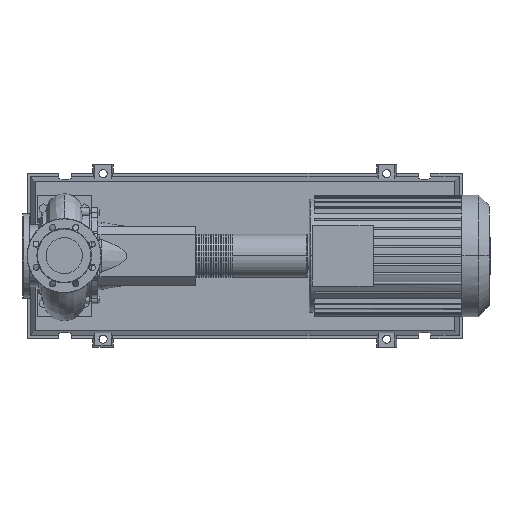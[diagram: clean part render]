
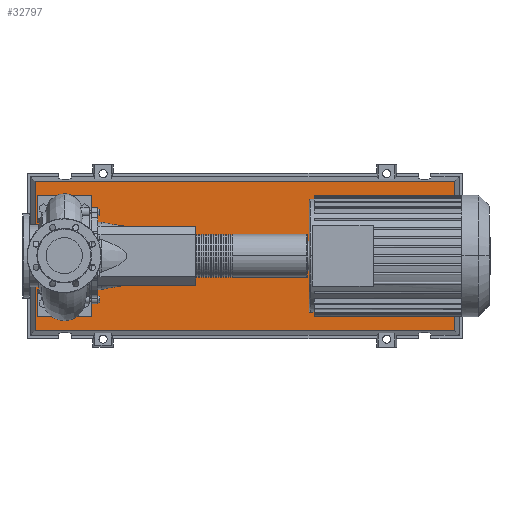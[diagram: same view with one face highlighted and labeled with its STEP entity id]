
A CAD part, top view. The second image highlights one B-rep face of the part: STEP entity #32797.
In plain terms, the highlighted planar face has unit normal (0, 0, 1).
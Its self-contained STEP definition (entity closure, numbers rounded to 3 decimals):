
#32478=CARTESIAN_POINT('',(1155.471,-220.471,103.0));
#32479=VERTEX_POINT('',#32478);
#32486=CARTESIAN_POINT('',(-85.471,-220.471,103.0));
#32487=VERTEX_POINT('',#32486);
#32488=CARTESIAN_POINT('',(1155.471,-220.471,103.0));
#32489=DIRECTION('',(-1.0,0.0,0.0));
#32490=VECTOR('',#32489,1240.941);
#32491=LINE('',#32488,#32490);
#32492=EDGE_CURVE('',#32479,#32487,#32491,.T.);
#32710=CARTESIAN_POINT('',(1155.471,220.471,103.0));
#32711=VERTEX_POINT('',#32710);
#32712=CARTESIAN_POINT('',(1155.471,220.471,103.0));
#32713=DIRECTION('',(0.0,-1.0,0.0));
#32714=VECTOR('',#32713,440.941);
#32715=LINE('',#32712,#32714);
#32716=EDGE_CURVE('',#32711,#32479,#32715,.T.);
#32734=CARTESIAN_POINT('',(-85.471,220.471,103.0));
#32735=VERTEX_POINT('',#32734);
#32736=CARTESIAN_POINT('',(-85.471,-220.471,103.0));
#32737=DIRECTION('',(0.0,1.0,0.0));
#32738=VECTOR('',#32737,440.941);
#32739=LINE('',#32736,#32738);
#32740=EDGE_CURVE('',#32487,#32735,#32739,.T.);
#32773=CARTESIAN_POINT('',(-85.471,220.471,103.0));
#32774=DIRECTION('',(1.0,0.0,0.0));
#32775=VECTOR('',#32774,1240.941);
#32776=LINE('',#32773,#32775);
#32777=EDGE_CURVE('',#32735,#32711,#32776,.T.);
#32786=CARTESIAN_POINT('',(535.,0.,103.0));
#32787=DIRECTION('',(0.0,0.0,1.0));
#32788=DIRECTION('',(1.0,0.0,0.0));
#32789=AXIS2_PLACEMENT_3D('',#32786,#32787,#32788);
#32790=PLANE('',#32789);
#32791=ORIENTED_EDGE('',*,*,#32716,.F.);
#32792=ORIENTED_EDGE('',*,*,#32777,.F.);
#32793=ORIENTED_EDGE('',*,*,#32740,.F.);
#32794=ORIENTED_EDGE('',*,*,#32492,.F.);
#32795=EDGE_LOOP('',(#32791,#32792,#32793,#32794));
#32796=FACE_OUTER_BOUND('',#32795,.T.);
#32797=ADVANCED_FACE('',(#32796),#32790,.T.);
